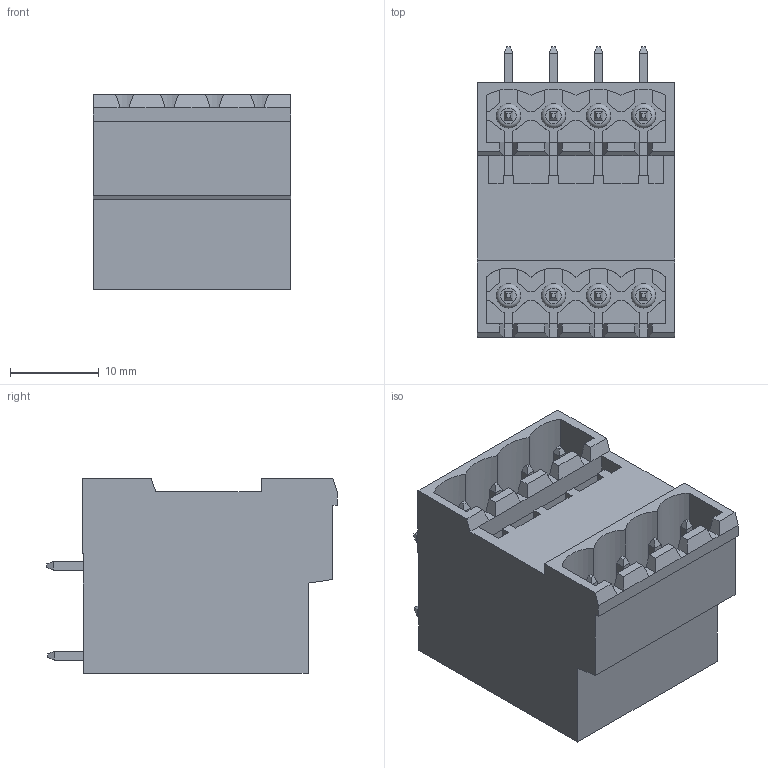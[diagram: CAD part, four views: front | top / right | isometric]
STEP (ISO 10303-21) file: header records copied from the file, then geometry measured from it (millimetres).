
FILE_DESCRIPTION( ( 'Unknown' ), '1' );
FILE_NAME( '691331510008.stp', 'Unknown', ( 'Unknown' ), ( 'Unknown' ), 'PSStep 15.0.49', 'Unknown', ' ' );
FILE_SCHEMA( ( 'AUTOMOTIVE_DESIGN { 1 0 10303 214 1 1 1 1 }' ) );
Length unit declared in the file: millimetre
Products named in the file (5): Assem1; 691333500008; 6913315100xx_PIN LONGUE; 6913315100xx_PIN; 691333500008_CAPOT
Assembly tree (10 placements, depth 2):
  Assem1
    691333500008
    6913315100xx_PIN LONGUE  x4
    6913315100xx_PIN  x4
    691333500008_CAPOT
Bounding box: 22.32 x 32.8 x 22 mm (x, y, z)
Volume: 5025.5 mm3; surface area: 9673.7 mm2
Topology: 10 solids, 10 shells, 610 faces, 1650 edges, 1070 vertices
Faces by surface type: plane 560, cylinder 42, torus 8
Full cylindrical faces by diameter (mm): 1.7 x6, 2.75 x8
Entity records: 20140 total; most frequent: CARTESIAN_POINT 2847, ORIENTED_EDGE 2796, DIRECTION 2532, EDGE_CURVE 1398, LINE 1302, VECTOR 1302, VERTEX_POINT 930, AXIS2_PLACEMENT_3D 615
